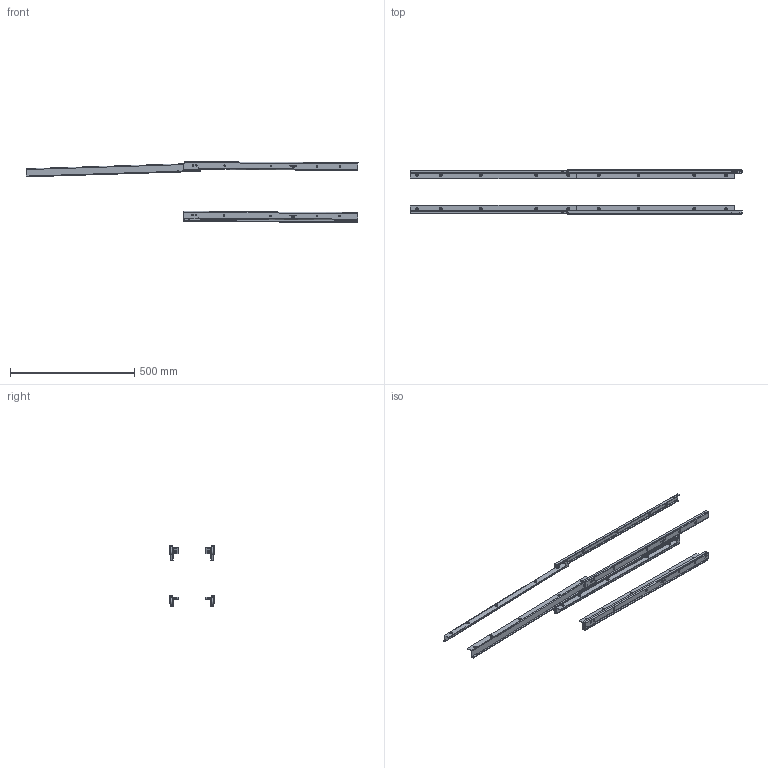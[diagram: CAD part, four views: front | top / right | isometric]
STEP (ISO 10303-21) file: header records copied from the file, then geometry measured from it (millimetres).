
FILE_DESCRIPTION (( 'STEP AP214' ), '1' );
FILE_NAME ('04328-Drawer Slides Pair SS 700mm 100kg.STEP', '2019-03-10T22:25:28', ( '' ), ( '' ), 'SwSTEP 2.0', 'SolidWorks 2018', '' );
FILE_SCHEMA (( 'AUTOMOTIVE_DESIGN' ));
Length unit declared in the file: millimetre
Products named in the file (5): Right Other side; Right One Side; Left One Side; Left Other side; 04328-Drawer Slides Pair SS 700mm 100kg
Assembly tree (8 placements, depth 2):
  04328-Drawer Slides Pair SS 700mm 100kg
    Right One Side  x2
    Right Other side  x2
    Left One Side  x2
    Left Other side  x2
Bounding box: 1335.75 x 179 x 244.73 mm (x, y, z)
Volume: 893424 mm3; surface area: 631321.2 mm2
Topology: 8 solids, 8 shells, 1186 faces, 3068 edges, 1968 vertices
Faces by surface type: plane 612, cylinder 228, bspline 226, cone 120
Entity records: 25571 total; most frequent: CARTESIAN_POINT 10425, ORIENTED_EDGE 3068, DIRECTION 2624, EDGE_CURVE 1534, VERTEX_POINT 984, VECTOR 958, LINE 958, AXIS2_PLACEMENT_3D 833
